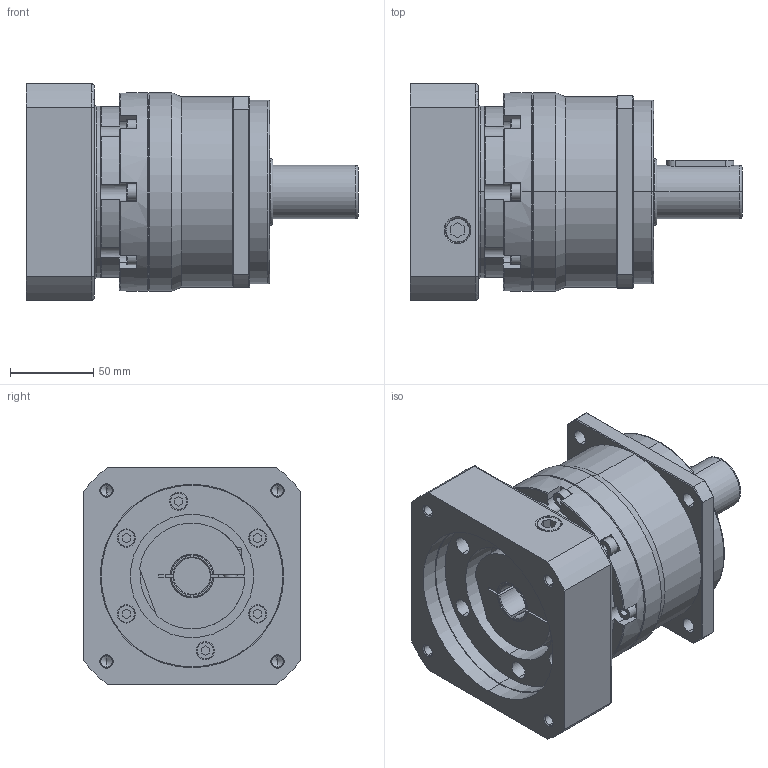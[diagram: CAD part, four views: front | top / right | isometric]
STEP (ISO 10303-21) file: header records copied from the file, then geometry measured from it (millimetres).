
FILE_DESCRIPTION (( 'STEP AP203' ), '1' );
FILE_NAME ('PEH115-L1-22-110-145-M8-A32.STEP', '2023-11-25T02:07:30', ( '' ), ( '' ), 'SwSTEP 2.0', 'SolidWorks 2018', '' );
FILE_SCHEMA (( 'CONFIG_CONTROL_DESIGN' ));
Length unit declared in the file: millimetre
Products named in the file (1): PEH115-L1-22-110-145-M8-A32
Bounding box: 199 x 130 x 130 mm (x, y, z)
Volume: 1544426.3 mm3; surface area: 208669.7 mm2
Topology: 24 solids, 24 shells, 586 faces, 1370 edges, 864 vertices
Faces by surface type: plane 270, cylinder 171, cone 98, torus 44, bspline 3
Entity records: 19004 total; most frequent: CARTESIAN_POINT 5386, DIRECTION 2934, ORIENTED_EDGE 2716, EDGE_CURVE 1358, AXIS2_PLACEMENT_3D 1118, VERTEX_POINT 864, LINE 698, VECTOR 698
